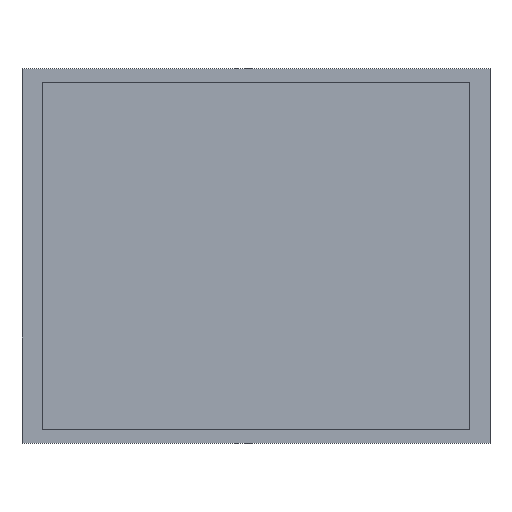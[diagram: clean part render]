
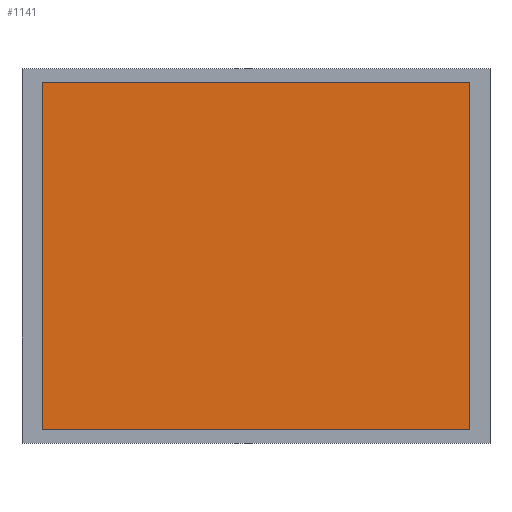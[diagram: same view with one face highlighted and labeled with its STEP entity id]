
A CAD part, top view. The second image highlights one B-rep face of the part: STEP entity #1141.
In plain terms, the highlighted planar face has unit normal (0, 0, 1).
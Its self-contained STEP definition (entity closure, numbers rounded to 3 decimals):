
#1012 = VERTEX_POINT('',#1013);
#1013 = CARTESIAN_POINT('',(0.,0.,0.3));
#1028 = VERTEX_POINT('',#1029);
#1029 = CARTESIAN_POINT('',(0.,2.6,0.3));
#1035 = EDGE_CURVE('',#1012,#1028,#1036,.T.);
#1036 = LINE('',#1037,#1038);
#1037 = CARTESIAN_POINT('',(0.,0.,0.3));
#1038 = VECTOR('',#1039,1.);
#1039 = DIRECTION('',(-0.,1.,0.));
#1052 = VERTEX_POINT('',#1053);
#1053 = CARTESIAN_POINT('',(3.2,0.,0.3));
#1068 = VERTEX_POINT('',#1069);
#1069 = CARTESIAN_POINT('',(3.2,2.6,0.3));
#1075 = EDGE_CURVE('',#1052,#1068,#1076,.T.);
#1076 = LINE('',#1077,#1078);
#1077 = CARTESIAN_POINT('',(3.2,0.,0.3));
#1078 = VECTOR('',#1079,1.);
#1079 = DIRECTION('',(-0.,1.,0.));
#1096 = EDGE_CURVE('',#1012,#1052,#1097,.T.);
#1097 = LINE('',#1098,#1099);
#1098 = CARTESIAN_POINT('',(0.,0.,0.3));
#1099 = VECTOR('',#1100,1.);
#1100 = DIRECTION('',(1.,0.,-0.));
#1118 = EDGE_CURVE('',#1028,#1068,#1119,.T.);
#1119 = LINE('',#1120,#1121);
#1120 = CARTESIAN_POINT('',(0.,2.6,0.3));
#1121 = VECTOR('',#1122,1.);
#1122 = DIRECTION('',(1.,0.,-0.));
#1141 = ADVANCED_FACE('',(#1142),#1148,.T.);
#1142 = FACE_BOUND('',#1143,.T.);
#1143 = EDGE_LOOP('',(#1144,#1145,#1146,#1147));
#1144 = ORIENTED_EDGE('',*,*,#1035,.F.);
#1145 = ORIENTED_EDGE('',*,*,#1096,.T.);
#1146 = ORIENTED_EDGE('',*,*,#1075,.T.);
#1147 = ORIENTED_EDGE('',*,*,#1118,.F.);
#1148 = PLANE('',#1149);
#1149 = AXIS2_PLACEMENT_3D('',#1150,#1151,#1152);
#1150 = CARTESIAN_POINT('',(0.,0.,0.3));
#1151 = DIRECTION('',(0.,0.,1.));
#1152 = DIRECTION('',(1.,0.,-0.));
